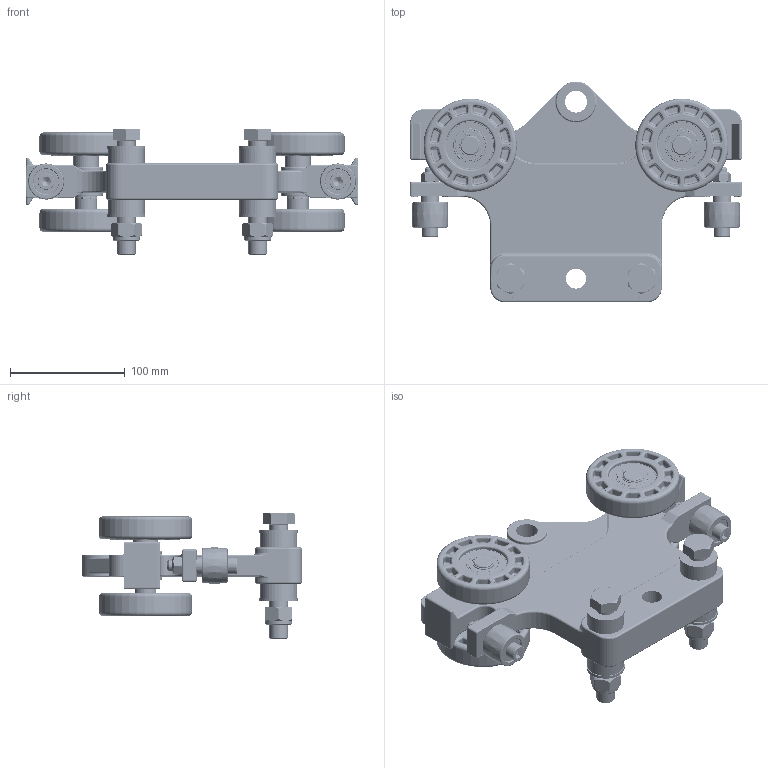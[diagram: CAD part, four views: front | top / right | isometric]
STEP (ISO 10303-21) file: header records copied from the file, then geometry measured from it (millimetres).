
FILE_DESCRIPTION((''),'2;1');
FILE_NAME('28080 ETA-8 BALANCER SUSPENSION KIT.stp','2016-05-04T13:59:39',('jnwhw'),(''),'Autodesk Inventor 2012','Autodesk Inventor 2012','');
FILE_SCHEMA(('AUTOMOTIVE_DESIGN { 1 0 10303 214 1 1 1 1 }'));
Length unit declared in the file: inch
Products named in the file (20): 28080; 20024; 3D11B4B4C; 57121; 3D11I6B4A; 3D11H6B4A; 70012; 3D11KDF4A; 3D11MDF4A; 3D11LDF4A; 3D11NDF4A; Hex Nut - UNC (Regular Thread - Inch) 3/8 - 16; Unbrako UNC Hex Socket Cap - Inch 3/8 x 2; 32045; 3D11HDF4B; 3D11IDF4A; 3D110DI4D; Type A - Plain Washer (Inch) 5/8 - narrow - Type A; 3D1191G4A; Hex Cap Screw - Metric M16 x 100
Assembly tree (39 placements, depth 4):
  28080
    20024
      3D11B4B4C
      57121  x2
      3D11I6B4A  x2
      3D11H6B4A  x4
      70012  x2
        3D11KDF4A
        3D11MDF4A
        3D11LDF4A
        3D11NDF4A
      Hex Nut - UNC (Regular Thread - Inch) 3/8 - 16  x2
      Unbrako UNC Hex Socket Cap - Inch 3/8 x 2  x2
      32045  x4
        3D11HDF4B
        3D11IDF4A
    3D110DI4D  x4
    Type A - Plain Washer (Inch) 5/8 - narrow - Type A  x4
    3D1191G4A  x2
    Hex Cap Screw - Metric M16 x 100  x2
Bounding box: 288.93 x 192.02 x 110.32 mm (x, y, z)
Volume: 1150472.1 mm3; surface area: 280789.9 mm2
Topology: 41 solids, 43 shells, 4637 faces, 10213 edges, 5841 vertices
Faces by surface type: bspline 1224, plane 1153, torus 804, cylinder 712, sphere 452, cone 292
Full cylindrical faces by diameter (mm): 1.016 x8, 1.321 x4, 7.798 x2, 9.525 x10, 9.754 x2, 12.7 x4, 13.386 x2, 13.843 x2, 14.3 x2, 15.875 x2, 15.977 x4, 16 x2, 16.662 x4, 16.954 x8, 16.993 x4, 17.374 x2, 17.463 x7, 17.78 x2, 17.882 x2, 19.05 x9, 22.098 x4, 22.174 x4, 22.225 x6, 22.49 x2, 23.114 x2, 26.594 x8, 26.797 x8, 28.575 x4, 31.75 x4, 33.325 x4
Entity records: 53713 total; most frequent: CARTESIAN_POINT 20279, ORIENTED_EDGE 6706, DIRECTION 6594, EDGE_CURVE 3353, AXIS2_PLACEMENT_3D 2880, VERTEX_POINT 1977, EDGE_LOOP 1836, CIRCLE 1620
